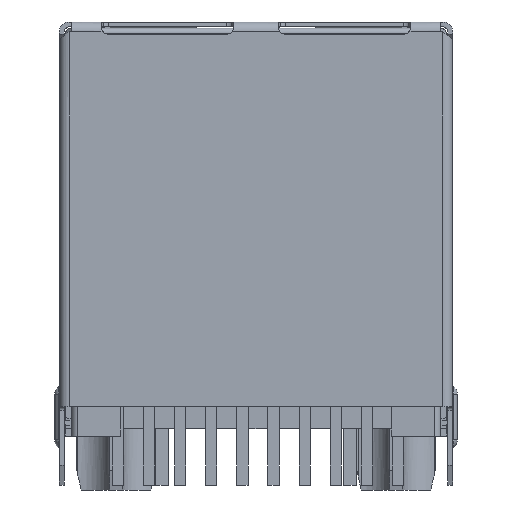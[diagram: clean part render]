
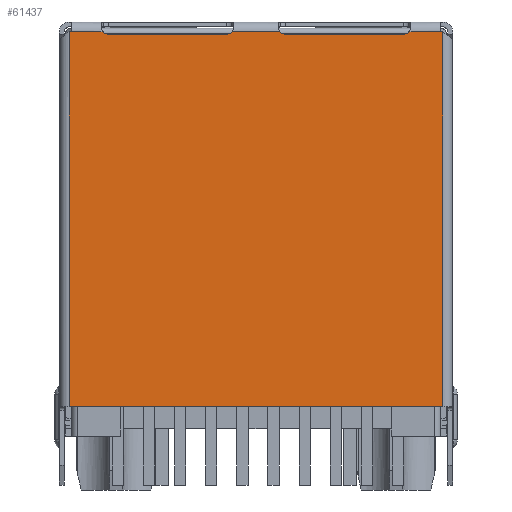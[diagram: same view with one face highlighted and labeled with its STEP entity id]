
A CAD part, front view. The second image highlights one B-rep face of the part: STEP entity #61437.
In plain terms, the highlighted planar face has unit normal (0, -1, 0).
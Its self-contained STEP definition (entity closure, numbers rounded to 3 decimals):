
#1404=CIRCLE('',#64330,0.3);
#1406=CIRCLE('',#64334,0.3);
#1449=CIRCLE('',#64437,0.3);
#1507=CIRCLE('',#64576,0.3);
#5469=LINE('',#89672,#10537);
#5472=LINE('',#89704,#10540);
#5488=LINE('',#89800,#10556);
#5490=LINE('',#89840,#10558);
#5627=LINE('',#90249,#10695);
#5639=LINE('',#90326,#10707);
#5765=LINE('',#90723,#10833);
#5768=LINE('',#90766,#10836);
#5769=LINE('',#90768,#10837);
#5770=LINE('',#90769,#10838);
#10537=VECTOR('',#73733,1000.);
#10540=VECTOR('',#73740,1000.);
#10556=VECTOR('',#73784,1000.);
#10558=VECTOR('',#73794,1000.);
#10695=VECTOR('',#74129,1000.);
#10707=VECTOR('',#74169,1000.);
#10833=VECTOR('',#74545,1000.);
#10836=VECTOR('',#74556,1000.);
#10837=VECTOR('',#74557,1000.);
#10838=VECTOR('',#74558,1000.);
#22136=ORIENTED_EDGE('',*,*,#30233,.T.);
#22137=ORIENTED_EDGE('',*,*,#30251,.T.);
#22138=ORIENTED_EDGE('',*,*,#30229,.F.);
#22139=ORIENTED_EDGE('',*,*,#30446,.T.);
#22140=ORIENTED_EDGE('',*,*,#30447,.F.);
#22141=ORIENTED_EDGE('',*,*,#30011,.T.);
#22142=ORIENTED_EDGE('',*,*,#30015,.F.);
#22143=ORIENTED_EDGE('',*,*,#30047,.T.);
#22144=ORIENTED_EDGE('',*,*,#30045,.T.);
#22145=ORIENTED_EDGE('',*,*,#30042,.F.);
#22146=ORIENTED_EDGE('',*,*,#30039,.T.);
#22147=ORIENTED_EDGE('',*,*,#30440,.T.);
#22148=ORIENTED_EDGE('',*,*,#30445,.T.);
#22149=ORIENTED_EDGE('',*,*,#30448,.T.);
#30011=EDGE_CURVE('',#35006,#35005,#5469,.T.);
#30015=EDGE_CURVE('',#35008,#35005,#5472,.T.);
#30039=EDGE_CURVE('',#35023,#35022,#1404,.T.);
#30042=EDGE_CURVE('',#35023,#35026,#5488,.T.);
#30045=EDGE_CURVE('',#35027,#35026,#1406,.T.);
#30047=EDGE_CURVE('',#35008,#35027,#5490,.T.);
#30229=EDGE_CURVE('',#35136,#35133,#5627,.T.);
#30233=EDGE_CURVE('',#35137,#35140,#1449,.T.);
#30251=EDGE_CURVE('',#35140,#35133,#5639,.T.);
#30440=EDGE_CURVE('',#35022,#35268,#5765,.T.);
#30445=EDGE_CURVE('',#35268,#35270,#1507,.T.);
#30446=EDGE_CURVE('',#35136,#35271,#5768,.T.);
#30447=EDGE_CURVE('',#35006,#35271,#5769,.T.);
#30448=EDGE_CURVE('',#35270,#35137,#5770,.T.);
#35005=VERTEX_POINT('',#89671);
#35006=VERTEX_POINT('',#89673);
#35008=VERTEX_POINT('',#89703);
#35022=VERTEX_POINT('',#89783);
#35023=VERTEX_POINT('',#89791);
#35026=VERTEX_POINT('',#89798);
#35027=VERTEX_POINT('',#89803);
#35133=VERTEX_POINT('',#90243);
#35136=VERTEX_POINT('',#90248);
#35137=VERTEX_POINT('',#90252);
#35140=VERTEX_POINT('',#90257);
#35268=VERTEX_POINT('',#90724);
#35270=VERTEX_POINT('',#90763);
#35271=VERTEX_POINT('',#90767);
#38587=EDGE_LOOP('',(#22136,#22137,#22138,#22139,#22140,#22141,#22142,#22143,
#22144,#22145,#22146,#22147,#22148,#22149));
#41197=FACE_BOUND('',#38587,.T.);
#43037=PLANE('',#64577);
#61437=ADVANCED_FACE('',(#41197),#43037,.F.);
#64330=AXIS2_PLACEMENT_3D('',#89794,#73778,#73779);
#64334=AXIS2_PLACEMENT_3D('',#89805,#73790,#73791);
#64437=AXIS2_PLACEMENT_3D('',#90258,#74136,#74137);
#64576=AXIS2_PLACEMENT_3D('',#90764,#74552,#74553);
#64577=AXIS2_PLACEMENT_3D('',#90765,#74554,#74555);
#73733=DIRECTION('',(0.,0.,1.));
#73740=DIRECTION('',(1.,0.,0.));
#73778=DIRECTION('',(0.,1.,0.));
#73779=DIRECTION('',(0.,0.,-1.));
#73784=DIRECTION('',(1.,0.,0.));
#73790=DIRECTION('',(0.,1.,0.));
#73791=DIRECTION('',(0.745,0.,-0.667));
#73794=DIRECTION('',(-1.,0.,0.));
#74129=DIRECTION('',(1.,0.,0.));
#74136=DIRECTION('',(0.,1.,0.));
#74137=DIRECTION('',(0.,0.,-1.));
#74169=DIRECTION('',(-1.,0.,0.));
#74545=DIRECTION('',(-1.,0.,0.));
#74552=DIRECTION('',(0.,1.,0.));
#74553=DIRECTION('',(0.745,0.,-0.667));
#74554=DIRECTION('',(0.,1.,0.));
#74555=DIRECTION('',(-1.,0.,0.));
#74556=DIRECTION('',(0.,0.,-1.));
#74557=DIRECTION('',(-1.,0.,0.));
#74558=DIRECTION('',(-1.,0.,0.));
#89671=CARTESIAN_POINT('',(15.505,-0.25,-0.15));
#89672=CARTESIAN_POINT('',(15.505,-0.25,-15.45));
#89673=CARTESIAN_POINT('',(15.505,-0.25,-15.45));
#89703=CARTESIAN_POINT('',(15.405,-0.25,-0.15));
#89704=CARTESIAN_POINT('',(15.405,-0.25,-0.15));
#89783=CARTESIAN_POINT('',(8.856,-0.25,-0.15));
#89791=CARTESIAN_POINT('',(9.08,-0.25,-0.25));
#89794=CARTESIAN_POINT('',(9.08,-0.25,0.05));
#89798=CARTESIAN_POINT('',(13.9,-0.25,-0.25));
#89800=CARTESIAN_POINT('',(9.08,-0.25,-0.25));
#89803=CARTESIAN_POINT('',(14.124,-0.25,-0.15));
#89805=CARTESIAN_POINT('',(13.9,-0.25,0.05));
#89840=CARTESIAN_POINT('',(15.405,-0.25,-0.15));
#90243=CARTESIAN_POINT('',(0.355,-0.25,-0.15));
#90248=CARTESIAN_POINT('',(0.255,-0.25,-0.15));
#90249=CARTESIAN_POINT('',(0.255,-0.25,-0.15));
#90252=CARTESIAN_POINT('',(1.86,-0.25,-0.25));
#90257=CARTESIAN_POINT('',(1.636,-0.25,-0.15));
#90258=CARTESIAN_POINT('',(1.86,-0.25,0.05));
#90326=CARTESIAN_POINT('',(1.636,-0.25,-0.15));
#90723=CARTESIAN_POINT('',(8.856,-0.25,-0.15));
#90724=CARTESIAN_POINT('',(6.904,-0.25,-0.15));
#90763=CARTESIAN_POINT('',(6.68,-0.25,-0.25));
#90764=CARTESIAN_POINT('',(6.68,-0.25,0.05));
#90765=CARTESIAN_POINT('',(7.88,-0.25,-7.8));
#90766=CARTESIAN_POINT('',(0.255,-0.25,-0.15));
#90767=CARTESIAN_POINT('',(0.255,-0.25,-15.45));
#90768=CARTESIAN_POINT('',(15.505,-0.25,-15.45));
#90769=CARTESIAN_POINT('',(6.68,-0.25,-0.25));
